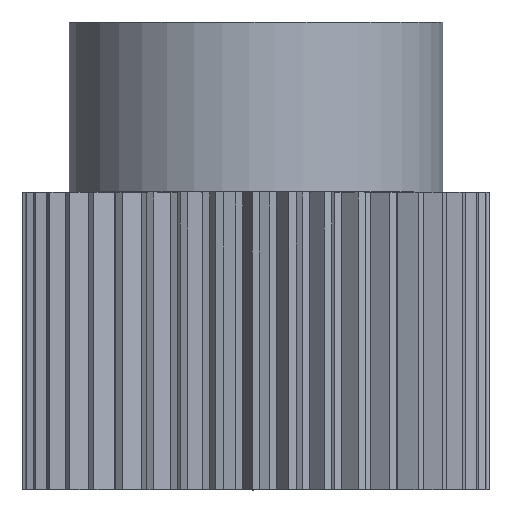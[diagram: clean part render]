
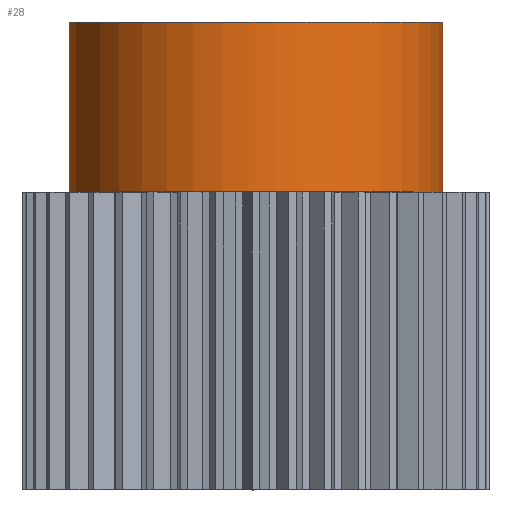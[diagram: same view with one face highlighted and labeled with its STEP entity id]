
A CAD part, top view. The second image highlights one B-rep face of the part: STEP entity #28.
In plain terms, the highlighted free-form (B-spline) face has degree [2, 1] with [9, 2] control points.
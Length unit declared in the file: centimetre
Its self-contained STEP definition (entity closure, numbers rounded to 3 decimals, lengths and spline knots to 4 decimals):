
#28=ADVANCED_FACE('',(#193),#2957,.T.);
#193=FACE_OUTER_BOUND('',#358,.T.);
#358=EDGE_LOOP('',(#529,#530,#531,#532));
#529=ORIENTED_EDGE('',*,*,#1500,.T.);
#530=ORIENTED_EDGE('',*,*,#1501,.T.);
#531=ORIENTED_EDGE('',*,*,#1502,.F.);
#532=ORIENTED_EDGE('',*,*,#1501,.F.);
#1500=EDGE_CURVE('',#2471,#2471,#2466,.T.);
#1501=EDGE_CURVE('',#2471,#2472,#2467,.T.);
#1502=EDGE_CURVE('',#2472,#2472,#2468,.T.);
#2466=(
BOUNDED_CURVE()
B_SPLINE_CURVE(2,(#3853,#3854,#3855,#3856,#3857,#3858,#3859,#3860,#3861),
 .UNSPECIFIED.,.T.,.F.)
B_SPLINE_CURVE_WITH_KNOTS((3,2,2,2,3),(-27.646,-20.7345,
-13.823,-6.9115,0.),.UNSPECIFIED.)
CURVE()
GEOMETRIC_REPRESENTATION_ITEM()
RATIONAL_B_SPLINE_CURVE((1.,0.707,1.,0.707,1.,0.707,
1.,0.707,1.))
REPRESENTATION_ITEM('')
);
#2467=(
BOUNDED_CURVE()
B_SPLINE_CURVE(1,(#3862,#3863),.UNSPECIFIED.,.F.,.F.)
B_SPLINE_CURVE_WITH_KNOTS((2,2),(0.,4.),.UNSPECIFIED.)
CURVE()
GEOMETRIC_REPRESENTATION_ITEM()
RATIONAL_B_SPLINE_CURVE((1.,1.))
REPRESENTATION_ITEM('')
);
#2468=(
BOUNDED_CURVE()
B_SPLINE_CURVE(2,(#3864,#3865,#3866,#3867,#3868,#3869,#3870,#3871,#3872),
 .UNSPECIFIED.,.T.,.F.)
B_SPLINE_CURVE_WITH_KNOTS((3,2,2,2,3),(-27.646,-20.7345,
-13.823,-6.9115,0.),.UNSPECIFIED.)
CURVE()
GEOMETRIC_REPRESENTATION_ITEM()
RATIONAL_B_SPLINE_CURVE((1.,0.707,1.,0.707,1.,0.707,
1.,0.707,1.))
REPRESENTATION_ITEM('')
);
#2471=VERTEX_POINT('',#3511);
#2472=VERTEX_POINT('',#3512);
#2957=(
BOUNDED_SURFACE()
B_SPLINE_SURFACE(2,1,((#3328,#3329),(#3330,#3331),(#3332,#3333),(#3334,
#3335),(#3336,#3337),(#3338,#3339),(#3340,#3341),(#3342,#3343),(#3344,#3345)),
 .UNSPECIFIED.,.T.,.F.,.F.)
B_SPLINE_SURFACE_WITH_KNOTS((3,2,2,2,3),(2,2),(-27.646,-20.7345,
-13.823,-6.9115,0.),(0.,4.),.UNSPECIFIED.)
GEOMETRIC_REPRESENTATION_ITEM()
RATIONAL_B_SPLINE_SURFACE(((1.,1.),(0.707,0.707),
(1.,1.),(0.707,0.707),(1.,1.),(0.707,
0.707),(1.,1.),(0.707,0.707),(1.,1.)))
REPRESENTATION_ITEM('')
SURFACE()
);
#3328=CARTESIAN_POINT('',(58.4,2.0044,-7.3));
#3329=CARTESIAN_POINT('',(58.4,6.0044,-7.3));
#3330=CARTESIAN_POINT('',(58.4,2.0044,-11.7));
#3331=CARTESIAN_POINT('',(58.4,6.0044,-11.7));
#3332=CARTESIAN_POINT('',(54.,2.0044,-11.7));
#3333=CARTESIAN_POINT('',(54.,6.0044,-11.7));
#3334=CARTESIAN_POINT('',(49.6,2.0044,-11.7));
#3335=CARTESIAN_POINT('',(49.6,6.0044,-11.7));
#3336=CARTESIAN_POINT('',(49.6,2.0044,-7.3));
#3337=CARTESIAN_POINT('',(49.6,6.0044,-7.3));
#3338=CARTESIAN_POINT('',(49.6,2.0044,-2.9));
#3339=CARTESIAN_POINT('',(49.6,6.0044,-2.9));
#3340=CARTESIAN_POINT('',(54.,2.0044,-2.9));
#3341=CARTESIAN_POINT('',(54.,6.0044,-2.9));
#3342=CARTESIAN_POINT('',(58.4,2.0044,-2.9));
#3343=CARTESIAN_POINT('',(58.4,6.0044,-2.9));
#3344=CARTESIAN_POINT('',(58.4,2.0044,-7.3));
#3345=CARTESIAN_POINT('',(58.4,6.0044,-7.3));
#3511=CARTESIAN_POINT('',(58.4,2.0044,-7.3));
#3512=CARTESIAN_POINT('',(58.4,6.0044,-7.3));
#3853=CARTESIAN_POINT('',(58.4,2.0044,-7.3));
#3854=CARTESIAN_POINT('',(58.4,2.0044,-11.7));
#3855=CARTESIAN_POINT('',(54.,2.0044,-11.7));
#3856=CARTESIAN_POINT('',(49.6,2.0044,-11.7));
#3857=CARTESIAN_POINT('',(49.6,2.0044,-7.3));
#3858=CARTESIAN_POINT('',(49.6,2.0044,-2.9));
#3859=CARTESIAN_POINT('',(54.,2.0044,-2.9));
#3860=CARTESIAN_POINT('',(58.4,2.0044,-2.9));
#3861=CARTESIAN_POINT('',(58.4,2.0044,-7.3));
#3862=CARTESIAN_POINT('',(58.4,2.0044,-7.3));
#3863=CARTESIAN_POINT('',(58.4,6.0044,-7.3));
#3864=CARTESIAN_POINT('',(58.4,6.0044,-7.3));
#3865=CARTESIAN_POINT('',(58.4,6.0044,-11.7));
#3866=CARTESIAN_POINT('',(54.,6.0044,-11.7));
#3867=CARTESIAN_POINT('',(49.6,6.0044,-11.7));
#3868=CARTESIAN_POINT('',(49.6,6.0044,-7.3));
#3869=CARTESIAN_POINT('',(49.6,6.0044,-2.9));
#3870=CARTESIAN_POINT('',(54.,6.0044,-2.9));
#3871=CARTESIAN_POINT('',(58.4,6.0044,-2.9));
#3872=CARTESIAN_POINT('',(58.4,6.0044,-7.3));
